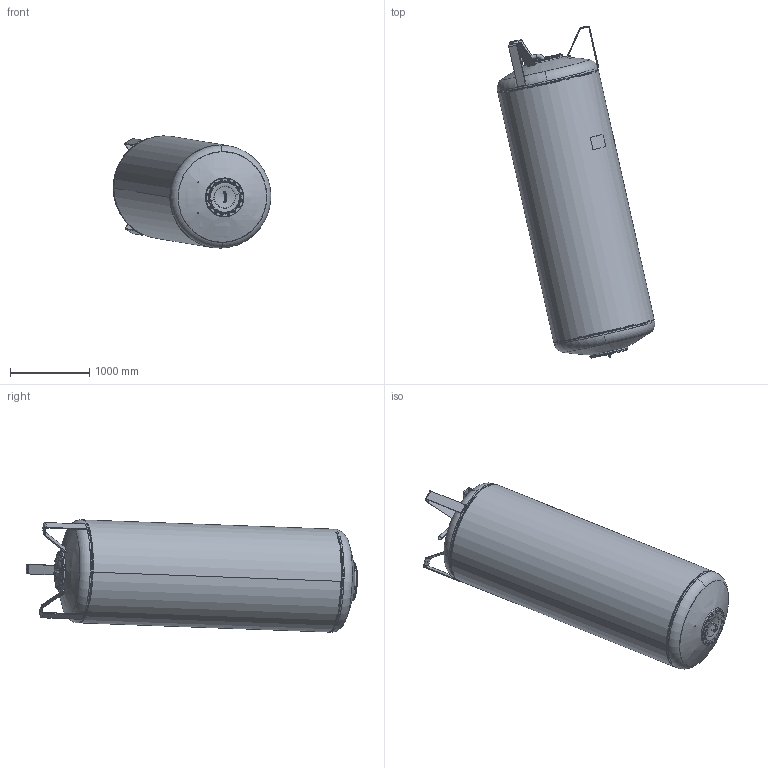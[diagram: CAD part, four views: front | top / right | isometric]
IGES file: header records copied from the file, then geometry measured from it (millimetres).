
Global section: file name: No Iges File Name specified; native system: Autodesk Inventor 2009; preprocessor: AutoDesk Inventor Iges Exporter R2009; author: CADJOBServer; date: 20091008.095544; units: millimetre
Bounding box: 1991.34 x 4189.91 x 1416.8 mm (x, y, z)
Volume: 97653068.4 mm3; surface area: 54374534.7 mm2
Topology: 42 solids, 42 shells, 1964 faces, 4881 edges, 3160 vertices
Faces by surface type: plane 706, bspline 380, cone 302, cylinder 243, revolution 239, torus 88, sphere 6
